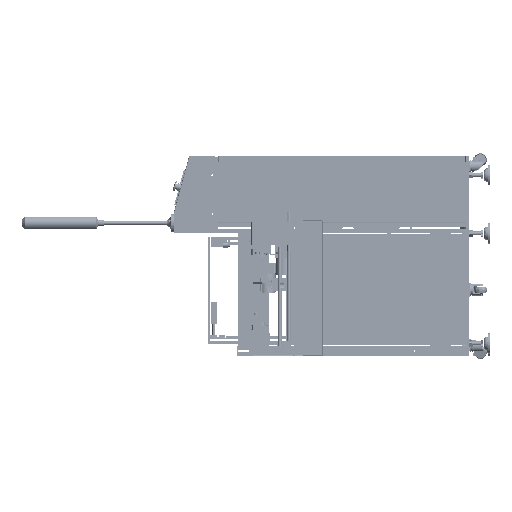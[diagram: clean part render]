
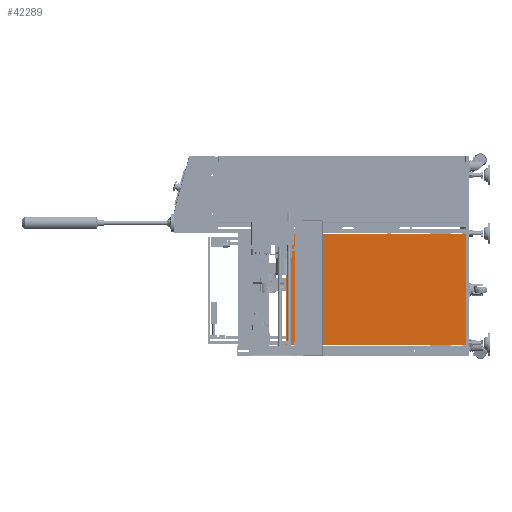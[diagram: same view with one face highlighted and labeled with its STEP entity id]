
A CAD part, left-side view. The second image highlights one B-rep face of the part: STEP entity #42289.
In plain terms, the highlighted planar face has unit normal (-1, 0, 0).
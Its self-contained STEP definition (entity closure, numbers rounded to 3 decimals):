
#8221 = DIRECTION ( 'NONE',  ( 0., 0., 1. ) ) ;
#11829 = CARTESIAN_POINT ( 'NONE',  ( 433.66, -947.656, 4693.669 ) ) ;
#12031 = CARTESIAN_POINT ( 'NONE',  ( 433.66, -252.656, 4263.669 ) ) ;
#23842 = DIRECTION ( 'NONE',  ( 0., -1., 0. ) ) ;
#36653 = VERTEX_POINT ( 'NONE', #121596 ) ;
#38476 = VERTEX_POINT ( 'NONE', #151330 ) ;
#39146 = EDGE_CURVE ( 'NONE', #172209, #38476, #89957, .T. ) ;
#39498 = LINE ( 'NONE', #73538, #170549 ) ;
#42289 = ADVANCED_FACE ( 'NONE', ( #203351 ), #188404, .F. ) ;
#48785 = LINE ( 'NONE', #191748, #121852 ) ;
#55159 = DIRECTION ( 'NONE',  ( 1., 0., 0. ) ) ;
#67083 = ORIENTED_EDGE ( 'NONE', *, *, #138798, .T. ) ;
#73538 = CARTESIAN_POINT ( 'NONE',  ( 433.66, -600.156, 4693.669 ) ) ;
#74580 = DIRECTION ( 'NONE',  ( 0., 1., 0. ) ) ;
#76209 = VECTOR ( 'NONE', #23842, 1000. ) ;
#77399 = AXIS2_PLACEMENT_3D ( 'NONE', #204372, #55159, #123398 ) ;
#83354 = VERTEX_POINT ( 'NONE', #11829 ) ;
#89957 = LINE ( 'NONE', #121962, #76209 ) ;
#90431 = EDGE_CURVE ( 'NONE', #38476, #83354, #104197, .T. ) ;
#104197 = LINE ( 'NONE', #137247, #109061 ) ;
#109061 = VECTOR ( 'NONE', #8221, 1000. ) ;
#121596 = CARTESIAN_POINT ( 'NONE',  ( 433.66, -252.656, 4693.669 ) ) ;
#121852 = VECTOR ( 'NONE', #194896, 1000. ) ;
#121962 = CARTESIAN_POINT ( 'NONE',  ( 433.66, -600.156, 4263.669 ) ) ;
#123398 = DIRECTION ( 'NONE',  ( 0., 0., 1. ) ) ;
#127670 = ORIENTED_EDGE ( 'NONE', *, *, #90431, .T. ) ;
#129248 = EDGE_LOOP ( 'NONE', ( #199589, #127670, #67083, #166213 ) ) ;
#137247 = CARTESIAN_POINT ( 'NONE',  ( 433.66, -947.656, 4478.669 ) ) ;
#138798 = EDGE_CURVE ( 'NONE', #83354, #36653, #39498, .T. ) ;
#151330 = CARTESIAN_POINT ( 'NONE',  ( 433.66, -947.656, 4263.669 ) ) ;
#166213 = ORIENTED_EDGE ( 'NONE', *, *, #180748, .T. ) ;
#170549 = VECTOR ( 'NONE', #74580, 1000. ) ;
#172209 = VERTEX_POINT ( 'NONE', #12031 ) ;
#180748 = EDGE_CURVE ( 'NONE', #36653, #172209, #48785, .T. ) ;
#188404 = PLANE ( 'NONE',  #77399 ) ;
#191748 = CARTESIAN_POINT ( 'NONE',  ( 433.66, -252.656, 4478.669 ) ) ;
#194896 = DIRECTION ( 'NONE',  ( 0., 0., -1. ) ) ;
#199589 = ORIENTED_EDGE ( 'NONE', *, *, #39146, .T. ) ;
#203351 = FACE_OUTER_BOUND ( 'NONE', #129248, .T. ) ;
#204372 = CARTESIAN_POINT ( 'NONE',  ( 433.66, -600.156, 4478.669 ) ) ;
